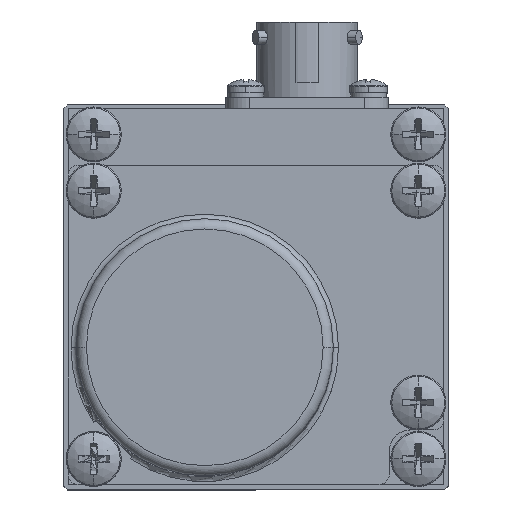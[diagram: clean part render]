
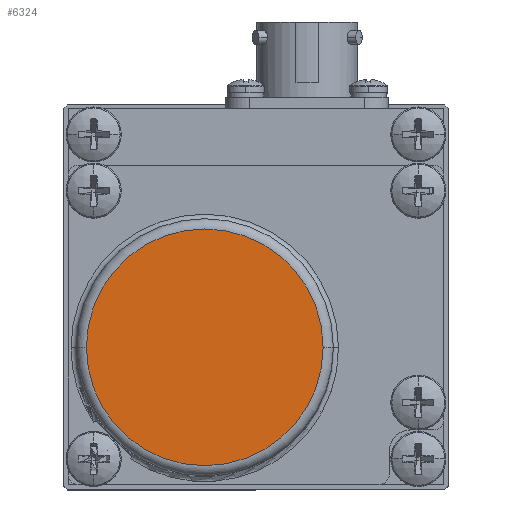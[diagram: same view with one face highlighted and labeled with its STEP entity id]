
A CAD part, top view. The second image highlights one B-rep face of the part: STEP entity #6324.
In plain terms, the highlighted planar face has unit normal (0, 0, 1).
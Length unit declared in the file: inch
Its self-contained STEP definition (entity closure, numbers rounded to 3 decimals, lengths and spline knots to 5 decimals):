
#2371 = DIRECTION ( 'NONE',  ( 0., 0., -1. ) ) ;
#3058 = DIRECTION ( 'NONE',  ( 0., 0., -1. ) ) ;
#6324 = ADVANCED_FACE ( 'NONE', ( #23581 ), #21230, .F. ) ;
#6664 = ORIENTED_EDGE ( 'NONE', *, *, #6999, .F. ) ;
#6999 = EDGE_CURVE ( 'NONE', #16635, #11239, #17219, .T. ) ;
#7173 = AXIS2_PLACEMENT_3D ( 'NONE', #30077, #3058, #29842 ) ;
#8474 = CARTESIAN_POINT ( 'NONE',  ( -0.3, -0.3, 5.901 ) ) ;
#9418 = AXIS2_PLACEMENT_3D ( 'NONE', #34478, #2371, #26622 ) ;
#11239 = VERTEX_POINT ( 'NONE', #27370 ) ;
#13854 = CARTESIAN_POINT ( 'NONE',  ( 0.393, -0.3, 5.901 ) ) ;
#16635 = VERTEX_POINT ( 'NONE', #13854 ) ;
#17219 = CIRCLE ( 'NONE', #24878, 0.693 ) ;
#21230 = PLANE ( 'NONE',  #9418 ) ;
#22186 = EDGE_CURVE ( 'NONE', #11239, #16635, #34507, .T. ) ;
#23581 = FACE_OUTER_BOUND ( 'NONE', #29217, .T. ) ;
#23726 = ORIENTED_EDGE ( 'NONE', *, *, #22186, .F. ) ;
#24878 = AXIS2_PLACEMENT_3D ( 'NONE', #8474, #33234, #30164 ) ;
#26622 = DIRECTION ( 'NONE',  ( 1., 0., 0. ) ) ;
#27370 = CARTESIAN_POINT ( 'NONE',  ( -0.993, -0.3, 5.901 ) ) ;
#29217 = EDGE_LOOP ( 'NONE', ( #6664, #23726 ) ) ;
#29842 = DIRECTION ( 'NONE',  ( 1., 0., 0. ) ) ;
#30077 = CARTESIAN_POINT ( 'NONE',  ( -0.3, -0.3, 5.901 ) ) ;
#30164 = DIRECTION ( 'NONE',  ( 1., 0., 0. ) ) ;
#33234 = DIRECTION ( 'NONE',  ( 0., 0., -1. ) ) ;
#34478 = CARTESIAN_POINT ( 'NONE',  ( -0.993, -0.3, 5.901 ) ) ;
#34507 = CIRCLE ( 'NONE', #7173, 0.693 ) ;
